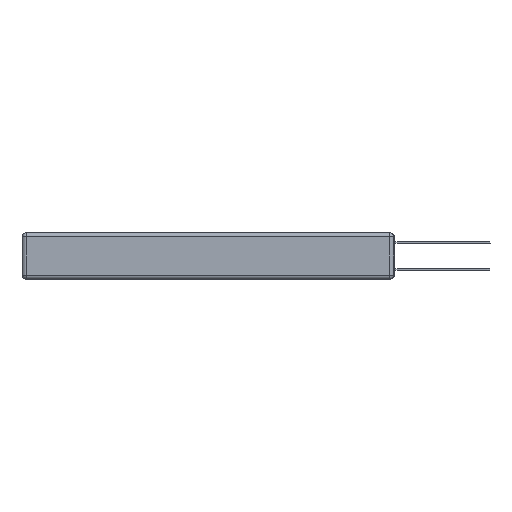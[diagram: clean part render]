
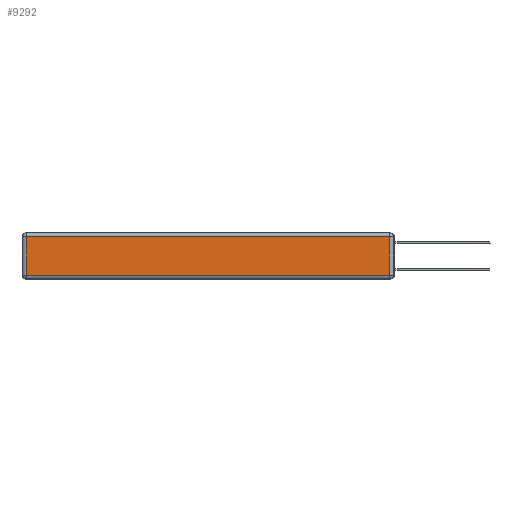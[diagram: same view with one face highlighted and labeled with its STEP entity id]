
A CAD part, left-side view. The second image highlights one B-rep face of the part: STEP entity #9292.
In plain terms, the highlighted planar face has unit normal (-1, 0, 0).
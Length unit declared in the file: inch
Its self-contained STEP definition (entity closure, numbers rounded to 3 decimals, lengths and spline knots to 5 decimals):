
#669 = LINE ( 'NONE', #15250, #8685 ) ;
#1015 = DIRECTION ( 'NONE',  ( 0., -1., 0. ) ) ;
#1049 = EDGE_CURVE ( 'NONE', #18488, #19274, #3529, .T. ) ;
#1152 = CARTESIAN_POINT ( 'NONE',  ( 0., 0., -0.313 ) ) ;
#1450 = ORIENTED_EDGE ( 'NONE', *, *, #1049, .T. ) ;
#1504 = CARTESIAN_POINT ( 'NONE',  ( 0., 2.72, -0.03 ) ) ;
#2076 = AXIS2_PLACEMENT_3D ( 'NONE', #16283, #9646, #18720 ) ;
#2331 = EDGE_CURVE ( 'NONE', #19274, #12096, #669, .T. ) ;
#3529 = LINE ( 'NONE', #3654, #12485 ) ;
#3654 = CARTESIAN_POINT ( 'NONE',  ( 0., 0.03, -0.343 ) ) ;
#3835 = ORIENTED_EDGE ( 'NONE', *, *, #5211, .T. ) ;
#5211 = EDGE_CURVE ( 'NONE', #12096, #17494, #11903, .T. ) ;
#6619 = ORIENTED_EDGE ( 'NONE', *, *, #2331, .T. ) ;
#6637 = DIRECTION ( 'NONE',  ( 0., 0., 1. ) ) ;
#7900 = CARTESIAN_POINT ( 'NONE',  ( 0., 0.03, -0.03 ) ) ;
#8381 = CARTESIAN_POINT ( 'NONE',  ( 0., 2.72, -0.313 ) ) ;
#8685 = VECTOR ( 'NONE', #12424, 39.37008 ) ;
#9243 = CARTESIAN_POINT ( 'NONE',  ( 0., 0.03, -0.313 ) ) ;
#9292 = ADVANCED_FACE ( 'NONE', ( #9575 ), #10101, .T. ) ;
#9575 = FACE_OUTER_BOUND ( 'NONE', #16627, .T. ) ;
#9646 = DIRECTION ( 'NONE',  ( -1., 0., 0. ) ) ;
#10101 = PLANE ( 'NONE',  #2076 ) ;
#11191 = CARTESIAN_POINT ( 'NONE',  ( 0., 2.72, -0.343 ) ) ;
#11271 = VECTOR ( 'NONE', #1015, 39.37008 ) ;
#11903 = LINE ( 'NONE', #11191, #17708 ) ;
#12096 = VERTEX_POINT ( 'NONE', #1504 ) ;
#12424 = DIRECTION ( 'NONE',  ( 0., 1., 0. ) ) ;
#12485 = VECTOR ( 'NONE', #6637, 39.37008 ) ;
#13324 = ORIENTED_EDGE ( 'NONE', *, *, #17608, .T. ) ;
#15250 = CARTESIAN_POINT ( 'NONE',  ( 0., 2.75, -0.03 ) ) ;
#16283 = CARTESIAN_POINT ( 'NONE',  ( 0., 0., -0.343 ) ) ;
#16627 = EDGE_LOOP ( 'NONE', ( #13324, #1450, #6619, #3835 ) ) ;
#17218 = DIRECTION ( 'NONE',  ( 0., 0., -1. ) ) ;
#17494 = VERTEX_POINT ( 'NONE', #8381 ) ;
#17608 = EDGE_CURVE ( 'NONE', #17494, #18488, #19418, .T. ) ;
#17708 = VECTOR ( 'NONE', #17218, 39.37008 ) ;
#18488 = VERTEX_POINT ( 'NONE', #9243 ) ;
#18720 = DIRECTION ( 'NONE',  ( 0., 0., 1. ) ) ;
#19274 = VERTEX_POINT ( 'NONE', #7900 ) ;
#19418 = LINE ( 'NONE', #1152, #11271 ) ;
